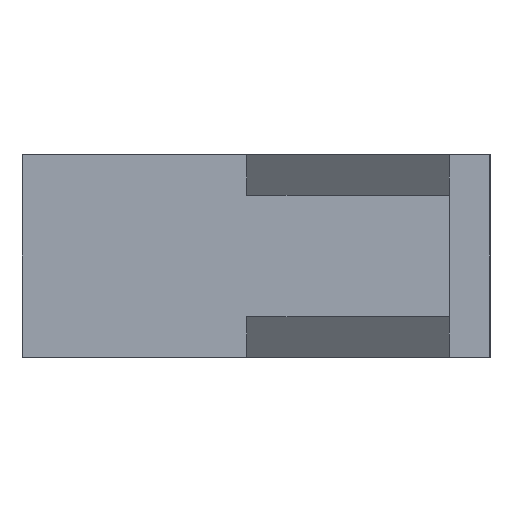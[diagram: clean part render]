
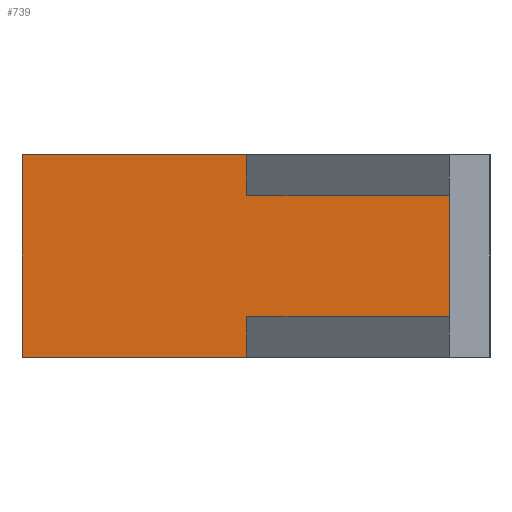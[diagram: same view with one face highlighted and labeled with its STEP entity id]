
A CAD part, left-side view. The second image highlights one B-rep face of the part: STEP entity #739.
In plain terms, the highlighted planar face has unit normal (-1, 0, 0).
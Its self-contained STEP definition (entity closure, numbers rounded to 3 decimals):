
#76=FACE_OUTER_BOUND('',#123,.T.);
#123=EDGE_LOOP('',(#520,#521,#522,#523,#524,#525,#526,#527));
#196=LINE('',#1126,#271);
#198=LINE('',#1130,#273);
#199=LINE('',#1133,#274);
#200=LINE('',#1135,#275);
#201=LINE('',#1137,#276);
#202=LINE('',#1139,#277);
#203=LINE('',#1141,#278);
#204=LINE('',#1142,#279);
#271=VECTOR('',#895,10.);
#273=VECTOR('',#899,10.);
#274=VECTOR('',#902,10.);
#275=VECTOR('',#903,10.);
#276=VECTOR('',#904,10.);
#277=VECTOR('',#905,10.);
#278=VECTOR('',#906,10.);
#279=VECTOR('',#907,10.);
#341=VERTEX_POINT('',#1120);
#343=VERTEX_POINT('',#1124);
#344=VERTEX_POINT('',#1128);
#345=VERTEX_POINT('',#1132);
#346=VERTEX_POINT('',#1134);
#347=VERTEX_POINT('',#1136);
#348=VERTEX_POINT('',#1138);
#349=VERTEX_POINT('',#1140);
#412=EDGE_CURVE('',#341,#343,#196,.T.);
#414=EDGE_CURVE('',#343,#344,#198,.T.);
#415=EDGE_CURVE('',#344,#345,#199,.T.);
#416=EDGE_CURVE('',#345,#346,#200,.T.);
#417=EDGE_CURVE('',#346,#347,#201,.T.);
#418=EDGE_CURVE('',#348,#347,#202,.T.);
#419=EDGE_CURVE('',#349,#348,#203,.T.);
#420=EDGE_CURVE('',#341,#349,#204,.T.);
#520=ORIENTED_EDGE('',*,*,#412,.T.);
#521=ORIENTED_EDGE('',*,*,#414,.T.);
#522=ORIENTED_EDGE('',*,*,#415,.T.);
#523=ORIENTED_EDGE('',*,*,#416,.T.);
#524=ORIENTED_EDGE('',*,*,#417,.T.);
#525=ORIENTED_EDGE('',*,*,#418,.F.);
#526=ORIENTED_EDGE('',*,*,#419,.F.);
#527=ORIENTED_EDGE('',*,*,#420,.F.);
#705=PLANE('',#800);
#739=ADVANCED_FACE('',(#76),#705,.F.);
#800=AXIS2_PLACEMENT_3D('',#1131,#900,#901);
#895=DIRECTION('',(0.,0.,1.));
#899=DIRECTION('',(0.,-1.,0.));
#900=DIRECTION('center_axis',(1.,0.,0.));
#901=DIRECTION('ref_axis',(0.,0.,1.));
#902=DIRECTION('',(0.,0.,1.));
#903=DIRECTION('',(0.,1.,0.));
#904=DIRECTION('',(0.,0.,1.));
#905=DIRECTION('',(0.,-1.,0.));
#906=DIRECTION('',(0.,0.,1.));
#907=DIRECTION('',(0.,1.,0.));
#1120=CARTESIAN_POINT('',(-25.1,0.9,0.));
#1124=CARTESIAN_POINT('',(-25.1,0.9,4.));
#1126=CARTESIAN_POINT('',(-25.1,0.9,0.));
#1128=CARTESIAN_POINT('',(-25.1,-19.1,4.));
#1130=CARTESIAN_POINT('',(-25.1,7.,4.));
#1131=CARTESIAN_POINT('Origin',(-25.1,23.1,0.));
#1132=CARTESIAN_POINT('',(-25.1,-19.1,16.));
#1133=CARTESIAN_POINT('',(-25.1,-19.1,20.));
#1134=CARTESIAN_POINT('',(-25.1,0.9,16.));
#1135=CARTESIAN_POINT('',(-25.1,7.,16.));
#1136=CARTESIAN_POINT('',(-25.1,0.9,20.));
#1137=CARTESIAN_POINT('',(-25.1,0.9,10.));
#1138=CARTESIAN_POINT('',(-25.1,23.1,20.));
#1139=CARTESIAN_POINT('',(-25.1,11.55,20.));
#1140=CARTESIAN_POINT('',(-25.1,23.1,0.));
#1141=CARTESIAN_POINT('',(-25.1,23.1,0.));
#1142=CARTESIAN_POINT('',(-25.1,11.55,0.));
